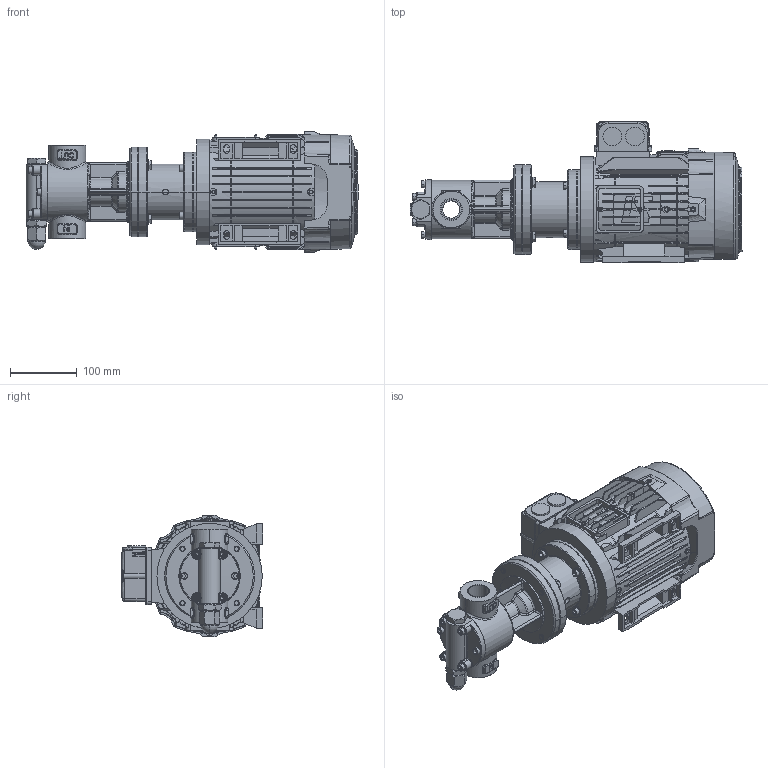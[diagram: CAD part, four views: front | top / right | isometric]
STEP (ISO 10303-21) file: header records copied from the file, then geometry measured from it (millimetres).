
FILE_DESCRIPTION((''),'2;1');
FILE_NAME('MP50GB_051_ASM','2015-03-26T',('DCASTAN'),(''),'PRO/ENGINEER BY PARAMETRIC TECHNOLOGY CORPORATION, 2008230','PRO/ENGINEER BY PARAMETRIC TECHNOLOGY CORPORATION, 2008230','');
FILE_SCHEMA(('CONFIG_CONTROL_DESIGN'));
Length unit declared in the file: millimetre
Products named in the file (53): COP0010_AF0; STA0023_AF0; ROT0023_AF0; PAL0005_AF0; PAL0005_AF1; AIG0005_AF0; CHA0012_AF0; JOT0008_AF0; JOC0003_AF0; JOC0003; BOU0001_AF0; TIR0001_AF0; RES0009_ENPLACE_AF0; VIS0005_AF0; COE0001; ECB0001; VIS0006; VIS0007; CIR0004_AF0; RON0002_AF0; GAR0004-1_AF0; GAR0004-2_AF0; GAR0004-3_AF0; GAR0004_AF0_ASM; CIR0005_AF0; CLV0007_AF0; P50GB_053_AF0_ASM; CIR0004_AF1; LAN0039_AF0; ACC0007_16_AF0; ACC0007_HYTREL_AF0; ACC0007_19_AF0; ACC0007_AF0_ASM; RON0004; VIS0202; RON0025; VIS0015; KIT0229_AF0_ASM; STEP_BA1_19X40_NONE_AF0; STEP_BT100_A90L_NONE ...
Assembly tree (69 placements, depth 4):
  MP50GB_051_ASM
    P50GB_053_AF0_ASM
      COP0010_AF0
      STA0023_AF0
      ROT0023_AF0
      PAL0005_AF0
      PAL0005_AF1
      AIG0005_AF0
      CHA0012_AF0
      JOT0008_AF0
      JOC0003_AF0
      JOC0003  x2
      BOU0001_AF0
      TIR0001_AF0
      RES0009_ENPLACE_AF0
      VIS0005_AF0
      COE0001
      ECB0001
      VIS0006  x2
      VIS0007  x4
      CIR0004_AF0
      RON0002_AF0
      GAR0004_AF0_ASM
        GAR0004-1_AF0
        GAR0004-2_AF0
        GAR0004-3_AF0
      CIR0005_AF0
      CLV0007_AF0
    CIR0004_AF1
    KIT0229_AF0_ASM
      LAN0039_AF0
      ACC0007_AF0_ASM
        ACC0007_16_AF0
        ACC0007_HYTREL_AF0
        ACC0007_19_AF0
      RON0004  x4
      VIS0202  x4
      RON0025  x4
      VIS0015  x4
    MOT0336_AF0_ASM
      CDSTP5971978991969832943_ST_AF0_ASM
        STEP_BA1_19X40_NONE_AF0
        STEP_BT100_A90L_NONE
        STEP_HPA_A80LG_NONE_AF0
        STEP_CP_A80LG_NONE
        STEP_BABP_BR488_NONE_AF1
        STEP_NONE_NONE-90166
        STEP_NONE_NONE-90304_AF0
        STEP_NONE_NONE-90442
        STEP_NONE_NONE-90580
        STEP_NONE_NONE-90718
        STEP_LOGO_NONE
        STEP_NONE_NONE-91785
Bounding box: 498.09 x 212.76 x 182 mm (x, y, z)
Volume: 5203954.4 mm3; surface area: 788942.7 mm2
Topology: 61 solids, 94 shells, 3723 faces, 9753 edges, 6253 vertices
Faces by surface type: plane 1648, cylinder 799, cone 587, bspline 385, torus 242, sphere 61, revolution 1
Entity records: 125557 total; most frequent: CARTESIAN_POINT 46061, ORIENTED_EDGE 17566, DIRECTION 14779, EDGE_CURVE 8837, VERTEX_POINT 5730, AXIS2_PLACEMENT_3D 5586, VECTOR 3606, LINE 3606
